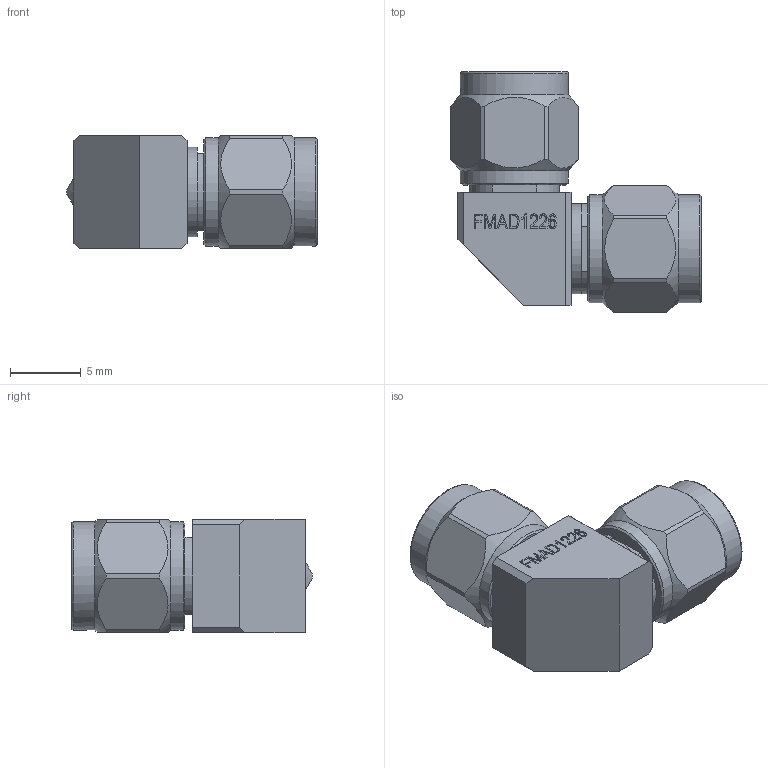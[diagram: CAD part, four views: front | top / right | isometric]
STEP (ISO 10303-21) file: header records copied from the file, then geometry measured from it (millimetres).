
FILE_DESCRIPTION (( 'STEP AP203' ), '1' );
FILE_NAME ('FMAD1226_3D.step', '2021-04-12T14:47:55', ( '' ), ( '' ), 'SwSTEP 2.0', 'SolidWorks 2020', '' );
FILE_SCHEMA (( 'CONFIG_CONTROL_DESIGN' ));
Length unit declared in the file: inch
Products named in the file (1): FMAD1226_3D
Bounding box: 17.7 x 17.02 x 8 mm (x, y, z)
Volume: 1068.2 mm3; surface area: 1174 mm2
Topology: 1 solids, 1 shells, 212 faces, 545 edges, 360 vertices
Faces by surface type: plane 111, bspline 48, cylinder 39, cone 12, torus 2
Full cylindrical faces by diameter (mm): 0.533 x2, 0.94 x2, 2.4 x2, 4.572 x2, 6.35 x1, 7 x8, 7.641 x4
Entity records: 10435 total; most frequent: CARTESIAN_POINT 5925, ORIENTED_EDGE 970, DIRECTION 742, EDGE_CURVE 485, VERTEX_POINT 333, LINE 278, VECTOR 278, EDGE_LOOP 254
